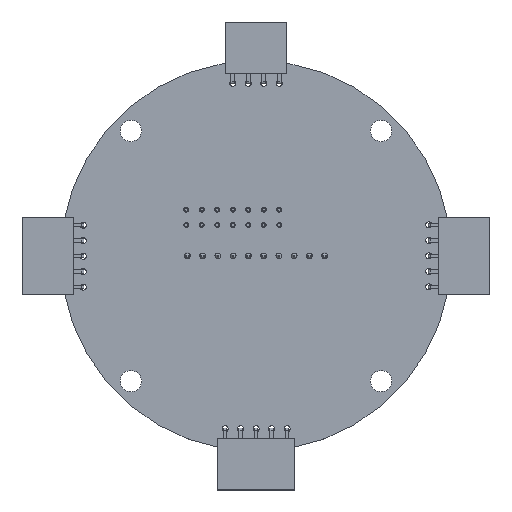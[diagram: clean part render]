
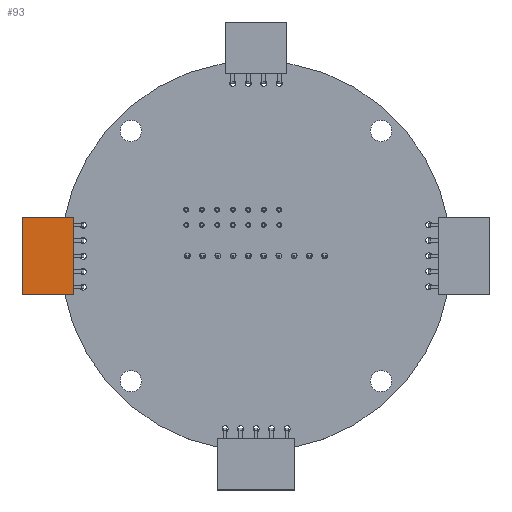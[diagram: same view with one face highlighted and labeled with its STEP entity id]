
A CAD part, top view. The second image highlights one B-rep face of the part: STEP entity #93.
In plain terms, the highlighted free-form (B-spline) face has degree [1, 1] with [2, 2] control points.
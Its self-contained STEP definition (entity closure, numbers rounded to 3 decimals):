
#93 = ADVANCED_FACE('',(#94),#107,.F.);
#94 = FACE_BOUND('',#95,.F.);
#95 = EDGE_LOOP('',(#96,#128,#153,#178));
#96 = ORIENTED_EDGE('',*,*,#97,.T.);
#97 = EDGE_CURVE('',#98,#100,#102,.T.);
#98 = VERTEX_POINT('',#99);
#99 = CARTESIAN_POINT('',(-1.52,-11.43,2.54));
#100 = VERTEX_POINT('',#101);
#101 = CARTESIAN_POINT('',(-10.03,-11.43,2.54));
#102 = SURFACE_CURVE('',#103,(#106,#117),.PCURVE_S1.);
#103 = B_SPLINE_CURVE_WITH_KNOTS('',1,(#104,#105),.UNSPECIFIED.,.F.,.F.,
  (2,2),(0.,8.51),.PIECEWISE_BEZIER_KNOTS.);
#104 = CARTESIAN_POINT('',(-1.52,-11.43,2.54));
#105 = CARTESIAN_POINT('',(-10.03,-11.43,2.54));
#106 = PCURVE('',#107,#112);
#107 = B_SPLINE_SURFACE_WITH_KNOTS('',1,1,(
    (#108,#109)
    ,(#110,#111
    )),.UNSPECIFIED.,.F.,.F.,.F.,(2,2),(2,2),(0.,12.7),
  (-8.51,0.),.PIECEWISE_BEZIER_KNOTS.);
#108 = CARTESIAN_POINT('',(-10.03,-11.43,2.54));
#109 = CARTESIAN_POINT('',(-1.52,-11.43,2.54));
#110 = CARTESIAN_POINT('',(-10.03,1.27,2.54));
#111 = CARTESIAN_POINT('',(-1.52,1.27,2.54));
#112 = DEFINITIONAL_REPRESENTATION('',(#113),#116);
#113 = B_SPLINE_CURVE_WITH_KNOTS('',1,(#114,#115),.UNSPECIFIED.,.F.,.F.,
  (2,2),(0.,8.51),.PIECEWISE_BEZIER_KNOTS.);
#114 = CARTESIAN_POINT('',(0.,0.));
#115 = CARTESIAN_POINT('',(0.,-8.51));
#116 = ( GEOMETRIC_REPRESENTATION_CONTEXT(2) 
PARAMETRIC_REPRESENTATION_CONTEXT() REPRESENTATION_CONTEXT('2D SPACE',''
  ) );
#117 = PCURVE('',#118,#123);
#118 = B_SPLINE_SURFACE_WITH_KNOTS('',1,1,(
    (#119,#120)
    ,(#121,#122
    )),.UNSPECIFIED.,.F.,.F.,.F.,(2,2),(2,2),(0.,2.54),
  (-8.51,0.),.PIECEWISE_BEZIER_KNOTS.);
#119 = CARTESIAN_POINT('',(-10.03,-11.43,0.));
#120 = CARTESIAN_POINT('',(-1.52,-11.43,0.));
#121 = CARTESIAN_POINT('',(-10.03,-11.43,2.54));
#122 = CARTESIAN_POINT('',(-1.52,-11.43,2.54));
#123 = DEFINITIONAL_REPRESENTATION('',(#124),#127);
#124 = B_SPLINE_CURVE_WITH_KNOTS('',1,(#125,#126),.UNSPECIFIED.,.F.,.F.,
  (2,2),(0.,8.51),.PIECEWISE_BEZIER_KNOTS.);
#125 = CARTESIAN_POINT('',(2.54,0.));
#126 = CARTESIAN_POINT('',(2.54,-8.51));
#127 = ( GEOMETRIC_REPRESENTATION_CONTEXT(2) 
PARAMETRIC_REPRESENTATION_CONTEXT() REPRESENTATION_CONTEXT('2D SPACE',''
  ) );
#128 = ORIENTED_EDGE('',*,*,#129,.T.);
#129 = EDGE_CURVE('',#100,#130,#132,.T.);
#130 = VERTEX_POINT('',#131);
#131 = CARTESIAN_POINT('',(-10.03,1.27,2.54));
#132 = SURFACE_CURVE('',#133,(#136,#142),.PCURVE_S1.);
#133 = B_SPLINE_CURVE_WITH_KNOTS('',1,(#134,#135),.UNSPECIFIED.,.F.,.F.,
  (2,2),(0.,12.7),.PIECEWISE_BEZIER_KNOTS.);
#134 = CARTESIAN_POINT('',(-10.03,-11.43,2.54));
#135 = CARTESIAN_POINT('',(-10.03,1.27,2.54));
#136 = PCURVE('',#107,#137);
#137 = DEFINITIONAL_REPRESENTATION('',(#138),#141);
#138 = B_SPLINE_CURVE_WITH_KNOTS('',1,(#139,#140),.UNSPECIFIED.,.F.,.F.,
  (2,2),(0.,12.7),.PIECEWISE_BEZIER_KNOTS.);
#139 = CARTESIAN_POINT('',(0.,-8.51));
#140 = CARTESIAN_POINT('',(12.7,-8.51));
#141 = ( GEOMETRIC_REPRESENTATION_CONTEXT(2) 
PARAMETRIC_REPRESENTATION_CONTEXT() REPRESENTATION_CONTEXT('2D SPACE',''
  ) );
#142 = PCURVE('',#143,#148);
#143 = B_SPLINE_SURFACE_WITH_KNOTS('',1,1,(
    (#144,#145)
    ,(#146,#147
    )),.UNSPECIFIED.,.F.,.F.,.F.,(2,2),(2,2),(-12.7,0.),(
    0.,2.54),.PIECEWISE_BEZIER_KNOTS.);
#144 = CARTESIAN_POINT('',(-10.03,1.27,2.54));
#145 = CARTESIAN_POINT('',(-10.03,1.27,0.));
#146 = CARTESIAN_POINT('',(-10.03,-11.43,2.54));
#147 = CARTESIAN_POINT('',(-10.03,-11.43,0.));
#148 = DEFINITIONAL_REPRESENTATION('',(#149),#152);
#149 = B_SPLINE_CURVE_WITH_KNOTS('',1,(#150,#151),.UNSPECIFIED.,.F.,.F.,
  (2,2),(0.,12.7),.PIECEWISE_BEZIER_KNOTS.);
#150 = CARTESIAN_POINT('',(0.,0.));
#151 = CARTESIAN_POINT('',(-12.7,0.));
#152 = ( GEOMETRIC_REPRESENTATION_CONTEXT(2) 
PARAMETRIC_REPRESENTATION_CONTEXT() REPRESENTATION_CONTEXT('2D SPACE',''
  ) );
#153 = ORIENTED_EDGE('',*,*,#154,.F.);
#154 = EDGE_CURVE('',#155,#130,#157,.T.);
#155 = VERTEX_POINT('',#156);
#156 = CARTESIAN_POINT('',(-1.52,1.27,2.54));
#157 = SURFACE_CURVE('',#158,(#161,#167),.PCURVE_S1.);
#158 = B_SPLINE_CURVE_WITH_KNOTS('',1,(#159,#160),.UNSPECIFIED.,.F.,.F.,
  (2,2),(0.,8.51),.PIECEWISE_BEZIER_KNOTS.);
#159 = CARTESIAN_POINT('',(-1.52,1.27,2.54));
#160 = CARTESIAN_POINT('',(-10.03,1.27,2.54));
#161 = PCURVE('',#107,#162);
#162 = DEFINITIONAL_REPRESENTATION('',(#163),#166);
#163 = B_SPLINE_CURVE_WITH_KNOTS('',1,(#164,#165),.UNSPECIFIED.,.F.,.F.,
  (2,2),(0.,8.51),.PIECEWISE_BEZIER_KNOTS.);
#164 = CARTESIAN_POINT('',(12.7,0.));
#165 = CARTESIAN_POINT('',(12.7,-8.51));
#166 = ( GEOMETRIC_REPRESENTATION_CONTEXT(2) 
PARAMETRIC_REPRESENTATION_CONTEXT() REPRESENTATION_CONTEXT('2D SPACE',''
  ) );
#167 = PCURVE('',#168,#173);
#168 = B_SPLINE_SURFACE_WITH_KNOTS('',1,1,(
    (#169,#170)
    ,(#171,#172
    )),.UNSPECIFIED.,.F.,.F.,.F.,(2,2),(2,2),(0.,2.54),(-8.51,
    0.),.PIECEWISE_BEZIER_KNOTS.);
#169 = CARTESIAN_POINT('',(-10.03,1.27,2.54));
#170 = CARTESIAN_POINT('',(-1.52,1.27,2.54));
#171 = CARTESIAN_POINT('',(-10.03,1.27,0.));
#172 = CARTESIAN_POINT('',(-1.52,1.27,0.));
#173 = DEFINITIONAL_REPRESENTATION('',(#174),#177);
#174 = B_SPLINE_CURVE_WITH_KNOTS('',1,(#175,#176),.UNSPECIFIED.,.F.,.F.,
  (2,2),(0.,8.51),.PIECEWISE_BEZIER_KNOTS.);
#175 = CARTESIAN_POINT('',(0.,0.));
#176 = CARTESIAN_POINT('',(0.,-8.51));
#177 = ( GEOMETRIC_REPRESENTATION_CONTEXT(2) 
PARAMETRIC_REPRESENTATION_CONTEXT() REPRESENTATION_CONTEXT('2D SPACE',''
  ) );
#178 = ORIENTED_EDGE('',*,*,#179,.F.);
#179 = EDGE_CURVE('',#98,#155,#180,.T.);
#180 = SURFACE_CURVE('',#181,(#184,#190),.PCURVE_S1.);
#181 = B_SPLINE_CURVE_WITH_KNOTS('',1,(#182,#183),.UNSPECIFIED.,.F.,.F.,
  (2,2),(0.,12.7),.PIECEWISE_BEZIER_KNOTS.);
#182 = CARTESIAN_POINT('',(-1.52,-11.43,2.54));
#183 = CARTESIAN_POINT('',(-1.52,1.27,2.54));
#184 = PCURVE('',#107,#185);
#185 = DEFINITIONAL_REPRESENTATION('',(#186),#189);
#186 = B_SPLINE_CURVE_WITH_KNOTS('',1,(#187,#188),.UNSPECIFIED.,.F.,.F.,
  (2,2),(0.,12.7),.PIECEWISE_BEZIER_KNOTS.);
#187 = CARTESIAN_POINT('',(0.,0.));
#188 = CARTESIAN_POINT('',(12.7,0.));
#189 = ( GEOMETRIC_REPRESENTATION_CONTEXT(2) 
PARAMETRIC_REPRESENTATION_CONTEXT() REPRESENTATION_CONTEXT('2D SPACE',''
  ) );
#190 = PCURVE('',#191,#196);
#191 = B_SPLINE_SURFACE_WITH_KNOTS('',1,1,(
    (#192,#193)
    ,(#194,#195
    )),.UNSPECIFIED.,.F.,.F.,.F.,(2,2),(2,2),(-12.7,0.),(
    0.,0.423),.PIECEWISE_BEZIER_KNOTS.);
#192 = CARTESIAN_POINT('',(-1.52,1.27,2.54));
#193 = CARTESIAN_POINT('',(-1.52,1.27,2.117));
#194 = CARTESIAN_POINT('',(-1.52,-11.43,2.54));
#195 = CARTESIAN_POINT('',(-1.52,-11.43,2.117));
#196 = DEFINITIONAL_REPRESENTATION('',(#197),#200);
#197 = B_SPLINE_CURVE_WITH_KNOTS('',1,(#198,#199),.UNSPECIFIED.,.F.,.F.,
  (2,2),(0.,12.7),.PIECEWISE_BEZIER_KNOTS.);
#198 = CARTESIAN_POINT('',(0.,0.));
#199 = CARTESIAN_POINT('',(-12.7,0.));
#200 = ( GEOMETRIC_REPRESENTATION_CONTEXT(2) 
PARAMETRIC_REPRESENTATION_CONTEXT() REPRESENTATION_CONTEXT('2D SPACE',''
  ) );
